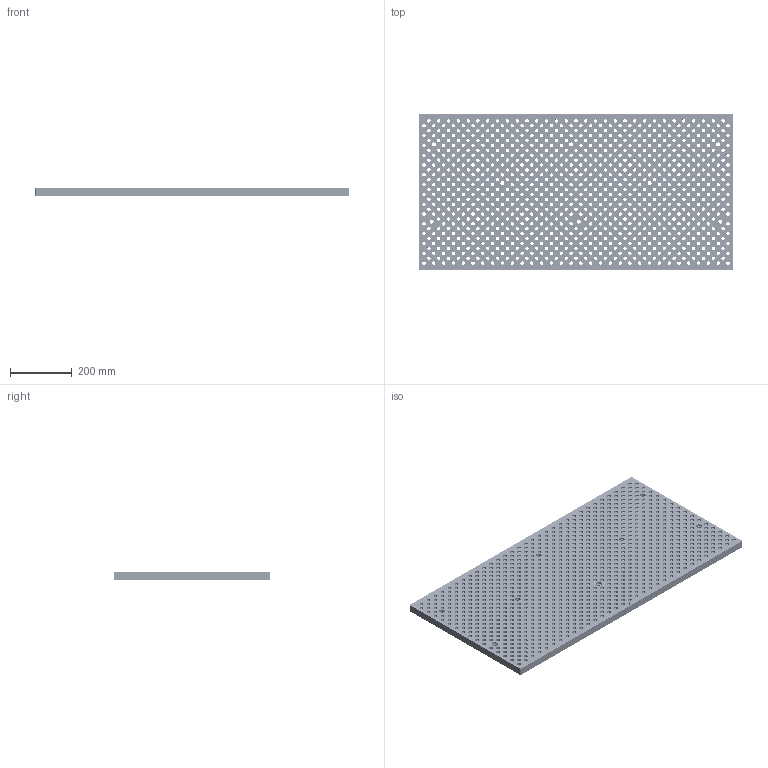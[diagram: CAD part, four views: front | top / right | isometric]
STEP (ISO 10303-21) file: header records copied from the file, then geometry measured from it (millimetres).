
FILE_DESCRIPTION(/* description */ (''),/* implementation_level */ '2;1');
FILE_NAME(/* name */ 'Doosan_DNM4500_40x16.step',/* time_stamp */ '2022-03-28T12:35:11-04:00',/* author */ (''),/* organization */ (''),/* preprocessor_version */ 'ST-DEVELOPER v18.1',/* originating_system */ 'Autodesk Translation Framework v10.13.0.1454',/* authorisation */ '');
FILE_SCHEMA (('AUTOMOTIVE_DESIGN { 1 0 10303 214 3 1 1 }'));
Products named in the file (2): DOOSAN DNM4500; 40x20 v4
Assembly tree (1 placements, depth 2):
  DOOSAN DNM4500
    40x20 v4
Bounding box: 1016 x 508 x 24.13 mm (x, y, z)
Volume: 10137298.7 mm3; surface area: 1743761.4 mm2
Topology: 1 solids, 1 shells, 2941 faces, 5967 edges, 3978 vertices
Faces by surface type: cylinder 1897, plane 963, bspline 81
Full cylindrical faces by diameter (mm): 6.985 x4, 10.808 x934, 12.725 x934, 13.081 x8, 19.939 x8
Entity records: 84455 total; most frequent: CARTESIAN_POINT 15280, DIRECTION 15257, ORIENTED_EDGE 11934, AXIS2_PLACEMENT_3D 6657, EDGE_CURVE 5967, EDGE_LOOP 5775, VERTEX_POINT 3978, CIRCLE 3794
